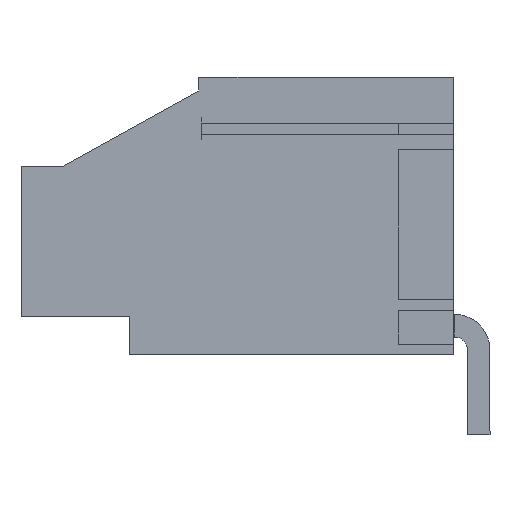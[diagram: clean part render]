
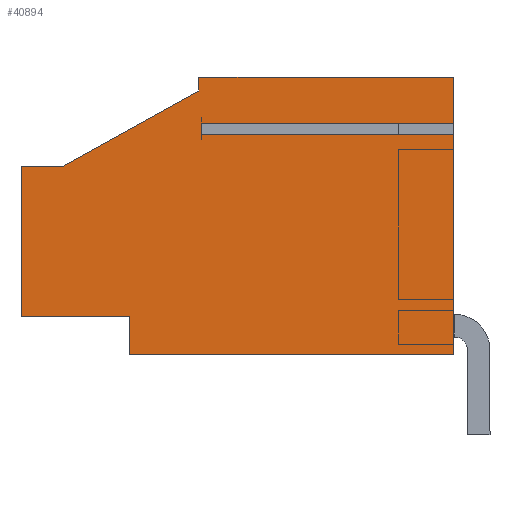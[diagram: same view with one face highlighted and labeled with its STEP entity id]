
A CAD part, left-side view. The second image highlights one B-rep face of the part: STEP entity #40894.
In plain terms, the highlighted planar face has unit normal (-1, 0, 0).
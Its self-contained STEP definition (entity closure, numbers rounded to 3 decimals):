
#40858=AXIS2_PLACEMENT_3D('Plane Axis2P3D',#40855,#40856,#40857) ;
#40440=CARTESIAN_POINT('Vertex',(-71.12,18.57,11.963)) ;
#40447=CARTESIAN_POINT('Vertex',(-71.12,18.57,6.022)) ;
#40450=CARTESIAN_POINT('Line Origine',(-71.12,18.57,8.992)) ;
#40483=CARTESIAN_POINT('Vertex',(-71.12,16.958,11.963)) ;
#40486=CARTESIAN_POINT('Line Origine',(-71.12,17.764,11.963)) ;
#40507=CARTESIAN_POINT('Vertex',(-71.12,11.55,14.961)) ;
#40510=CARTESIAN_POINT('Line Origine',(-71.12,14.254,13.462)) ;
#40534=CARTESIAN_POINT('Line Origine',(-71.12,11.55,15.239)) ;
#40538=CARTESIAN_POINT('Vertex',(-71.12,11.55,15.517)) ;
#40558=CARTESIAN_POINT('Line Origine',(-71.12,6.5,15.517)) ;
#40562=CARTESIAN_POINT('Vertex',(-71.12,1.45,15.517)) ;
#40600=CARTESIAN_POINT('Vertex',(-71.12,1.45,13.692)) ;
#40642=CARTESIAN_POINT('Vertex',(-71.12,1.45,13.242)) ;
#40645=CARTESIAN_POINT('Line Origine',(-71.12,1.45,8.879)) ;
#40649=CARTESIAN_POINT('Vertex',(-71.12,1.45,4.517)) ;
#40657=CARTESIAN_POINT('Line Origine',(-71.12,1.45,14.604)) ;
#40748=CARTESIAN_POINT('Vertex',(-71.12,14.3,4.517)) ;
#40766=CARTESIAN_POINT('Line Origine',(-71.12,7.875,4.517)) ;
#40799=CARTESIAN_POINT('Vertex',(-71.12,14.3,6.022)) ;
#40802=CARTESIAN_POINT('Line Origine',(-71.12,14.3,5.269)) ;
#40843=CARTESIAN_POINT('Line Origine',(-71.12,16.435,6.022)) ;
#40855=CARTESIAN_POINT('Axis2P3D Location',(-71.12,10.01,10.017)) ;
#40860=CARTESIAN_POINT('Line Origine',(-71.12,6.45,13.242)) ;
#40864=CARTESIAN_POINT('Vertex',(-71.12,11.45,13.242)) ;
#40867=CARTESIAN_POINT('Line Origine',(-71.12,11.45,13.467)) ;
#40871=CARTESIAN_POINT('Vertex',(-71.12,11.45,13.692)) ;
#40874=CARTESIAN_POINT('Line Origine',(-71.12,6.45,13.692)) ;
#40451=DIRECTION('Vector Direction',(0.,0.,1.)) ;
#40487=DIRECTION('Vector Direction',(0.,-1.,0.)) ;
#40511=DIRECTION('Vector Direction',(0.,-0.875,0.485)) ;
#40535=DIRECTION('Vector Direction',(0.,0.,-1.)) ;
#40559=DIRECTION('Vector Direction',(0.,1.,0.)) ;
#40646=DIRECTION('Vector Direction',(0.,0.,1.)) ;
#40658=DIRECTION('Vector Direction',(0.,0.,1.)) ;
#40767=DIRECTION('Vector Direction',(0.,1.,0.)) ;
#40803=DIRECTION('Vector Direction',(0.,0.,1.)) ;
#40844=DIRECTION('Vector Direction',(0.,-1.,0.)) ;
#40856=DIRECTION('Axis2P3D Direction',(-1.,0.,0.)) ;
#40857=DIRECTION('Axis2P3D XDirection',(0.,0.,1.)) ;
#40861=DIRECTION('Vector Direction',(0.,1.,0.)) ;
#40868=DIRECTION('Vector Direction',(0.,0.,1.)) ;
#40875=DIRECTION('Vector Direction',(0.,1.,0.)) ;
#40452=VECTOR('Line Direction',#40451,1.) ;
#40488=VECTOR('Line Direction',#40487,1.) ;
#40512=VECTOR('Line Direction',#40511,1.) ;
#40536=VECTOR('Line Direction',#40535,1.) ;
#40560=VECTOR('Line Direction',#40559,1.) ;
#40647=VECTOR('Line Direction',#40646,1.) ;
#40659=VECTOR('Line Direction',#40658,1.) ;
#40768=VECTOR('Line Direction',#40767,1.) ;
#40804=VECTOR('Line Direction',#40803,1.) ;
#40845=VECTOR('Line Direction',#40844,1.) ;
#40862=VECTOR('Line Direction',#40861,1.) ;
#40869=VECTOR('Line Direction',#40868,1.) ;
#40876=VECTOR('Line Direction',#40875,1.) ;
#40880=ORIENTED_EDGE('',*,*,#40661,.T.) ;
#40881=ORIENTED_EDGE('',*,*,#40564,.T.) ;
#40882=ORIENTED_EDGE('',*,*,#40540,.T.) ;
#40883=ORIENTED_EDGE('',*,*,#40514,.F.) ;
#40884=ORIENTED_EDGE('',*,*,#40490,.F.) ;
#40885=ORIENTED_EDGE('',*,*,#40454,.F.) ;
#40886=ORIENTED_EDGE('',*,*,#40847,.T.) ;
#40887=ORIENTED_EDGE('',*,*,#40806,.F.) ;
#40888=ORIENTED_EDGE('',*,*,#40770,.F.) ;
#40889=ORIENTED_EDGE('',*,*,#40651,.T.) ;
#40890=ORIENTED_EDGE('',*,*,#40866,.T.) ;
#40891=ORIENTED_EDGE('',*,*,#40873,.T.) ;
#40892=ORIENTED_EDGE('',*,*,#40878,.F.) ;
#40894=ADVANCED_FACE('19',(#40893),#40859,.T.) ;
#40454=EDGE_CURVE('',#40448,#40441,#40453,.T.) ;
#40490=EDGE_CURVE('',#40441,#40484,#40489,.T.) ;
#40514=EDGE_CURVE('',#40484,#40508,#40513,.T.) ;
#40540=EDGE_CURVE('',#40539,#40508,#40537,.T.) ;
#40564=EDGE_CURVE('',#40563,#40539,#40561,.T.) ;
#40651=EDGE_CURVE('',#40650,#40643,#40648,.T.) ;
#40661=EDGE_CURVE('',#40601,#40563,#40660,.T.) ;
#40770=EDGE_CURVE('',#40650,#40749,#40769,.T.) ;
#40806=EDGE_CURVE('',#40749,#40800,#40805,.T.) ;
#40847=EDGE_CURVE('',#40448,#40800,#40846,.T.) ;
#40866=EDGE_CURVE('',#40643,#40865,#40863,.T.) ;
#40873=EDGE_CURVE('',#40865,#40872,#40870,.T.) ;
#40878=EDGE_CURVE('',#40601,#40872,#40877,.T.) ;
#40879=EDGE_LOOP('',(#40880,#40881,#40882,#40883,#40884,#40885,#40886,#40887,#40888,#40889,#40890,#40891,#40892)) ;
#40893=FACE_OUTER_BOUND('',#40879,.T.) ;
#40453=LINE('Line',#40450,#40452) ;
#40489=LINE('Line',#40486,#40488) ;
#40513=LINE('Line',#40510,#40512) ;
#40537=LINE('Line',#40534,#40536) ;
#40561=LINE('Line',#40558,#40560) ;
#40648=LINE('Line',#40645,#40647) ;
#40660=LINE('Line',#40657,#40659) ;
#40769=LINE('Line',#40766,#40768) ;
#40805=LINE('Line',#40802,#40804) ;
#40846=LINE('Line',#40843,#40845) ;
#40863=LINE('Line',#40860,#40862) ;
#40870=LINE('Line',#40867,#40869) ;
#40877=LINE('Line',#40874,#40876) ;
#40859=PLANE('',#40858) ;
#40441=VERTEX_POINT('',#40440) ;
#40448=VERTEX_POINT('',#40447) ;
#40484=VERTEX_POINT('',#40483) ;
#40508=VERTEX_POINT('',#40507) ;
#40539=VERTEX_POINT('',#40538) ;
#40563=VERTEX_POINT('',#40562) ;
#40601=VERTEX_POINT('',#40600) ;
#40643=VERTEX_POINT('',#40642) ;
#40650=VERTEX_POINT('',#40649) ;
#40749=VERTEX_POINT('',#40748) ;
#40800=VERTEX_POINT('',#40799) ;
#40865=VERTEX_POINT('',#40864) ;
#40872=VERTEX_POINT('',#40871) ;
